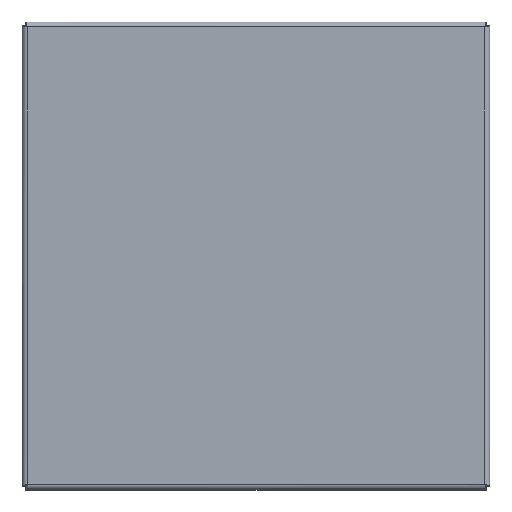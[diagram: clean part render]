
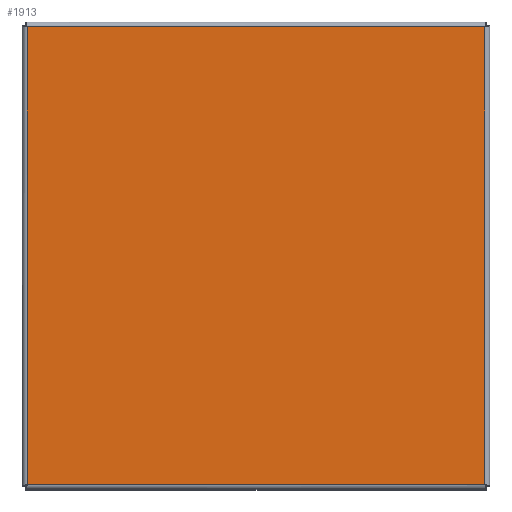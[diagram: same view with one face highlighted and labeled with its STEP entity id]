
A CAD part, top view. The second image highlights one B-rep face of the part: STEP entity #1913.
In plain terms, the highlighted planar face has unit normal (0, 0, 1).
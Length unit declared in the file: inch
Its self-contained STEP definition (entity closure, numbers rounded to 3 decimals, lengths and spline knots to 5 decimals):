
#403 = DIRECTION ( 'NONE',  ( -1., 0., 0. ) ) ;
#742 = EDGE_CURVE ( 'NONE', #4311, #9914, #5150, .T. ) ;
#984 = CARTESIAN_POINT ( 'NONE',  ( 7.54113, 10.01975, 0.074 ) ) ;
#1333 = EDGE_CURVE ( 'NONE', #9914, #8810, #8170, .T. ) ;
#1668 = ORIENTED_EDGE ( 'NONE', *, *, #3651, .T. ) ;
#1913 = ADVANCED_FACE ( 'NONE', ( #6190 ), #6447, .T. ) ;
#2083 = ORIENTED_EDGE ( 'NONE', *, *, #3037, .T. ) ;
#2101 = CARTESIAN_POINT ( 'NONE',  ( 0.10525, 10.01975, 0.074 ) ) ;
#2184 = EDGE_LOOP ( 'NONE', ( #9480, #2083, #1668, #4660 ) ) ;
#2441 = DIRECTION ( 'NONE',  ( 1., 0., 0. ) ) ;
#2492 = VECTOR ( 'NONE', #9265, 39.37008 ) ;
#3037 = EDGE_CURVE ( 'NONE', #8810, #11491, #3840, .T. ) ;
#3229 = VECTOR ( 'NONE', #5074, 39.37008 ) ;
#3651 = EDGE_CURVE ( 'NONE', #11491, #4311, #9680, .T. ) ;
#3840 = LINE ( 'NONE', #984, #8489 ) ;
#4311 = VERTEX_POINT ( 'NONE', #7375 ) ;
#4660 = ORIENTED_EDGE ( 'NONE', *, *, #742, .T. ) ;
#5074 = DIRECTION ( 'NONE',  ( 0., 1., 0. ) ) ;
#5079 = CARTESIAN_POINT ( 'NONE',  ( 10.01975, 2.58387, 0.074 ) ) ;
#5150 = LINE ( 'NONE', #7999, #10189 ) ;
#6133 = DIRECTION ( 'NONE',  ( 1., 0., 0. ) ) ;
#6181 = DIRECTION ( 'NONE',  ( 0., 0., 1. ) ) ;
#6190 = FACE_OUTER_BOUND ( 'NONE', #2184, .T. ) ;
#6211 = CARTESIAN_POINT ( 'NONE',  ( 5.0625, 5.0625, 0.074 ) ) ;
#6447 = PLANE ( 'NONE',  #9387 ) ;
#7375 = CARTESIAN_POINT ( 'NONE',  ( 0.10525, 0.10525, 0.074 ) ) ;
#7999 = CARTESIAN_POINT ( 'NONE',  ( 2.58387, 0.10525, 0.074 ) ) ;
#8170 = LINE ( 'NONE', #5079, #3229 ) ;
#8489 = VECTOR ( 'NONE', #403, 39.37008 ) ;
#8810 = VERTEX_POINT ( 'NONE', #9691 ) ;
#9265 = DIRECTION ( 'NONE',  ( 0., -1., 0. ) ) ;
#9316 = CARTESIAN_POINT ( 'NONE',  ( 0.10525, 7.54113, 0.074 ) ) ;
#9338 = CARTESIAN_POINT ( 'NONE',  ( 10.01975, 0.10525, 0.074 ) ) ;
#9387 = AXIS2_PLACEMENT_3D ( 'NONE', #6211, #6181, #6133 ) ;
#9480 = ORIENTED_EDGE ( 'NONE', *, *, #1333, .T. ) ;
#9680 = LINE ( 'NONE', #9316, #2492 ) ;
#9691 = CARTESIAN_POINT ( 'NONE',  ( 10.01975, 10.01975, 0.074 ) ) ;
#9914 = VERTEX_POINT ( 'NONE', #9338 ) ;
#10189 = VECTOR ( 'NONE', #2441, 39.37008 ) ;
#11491 = VERTEX_POINT ( 'NONE', #2101 ) ;
